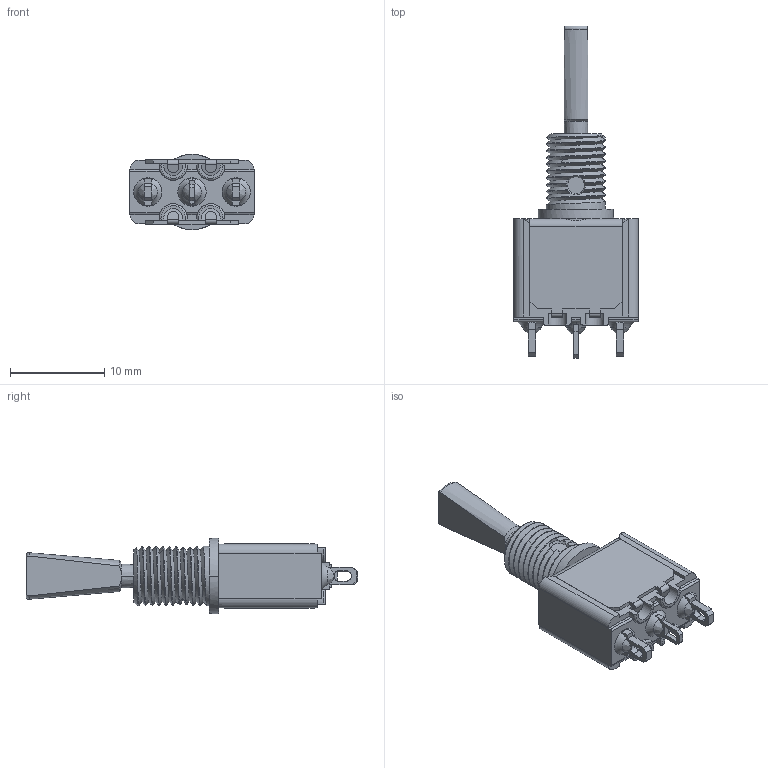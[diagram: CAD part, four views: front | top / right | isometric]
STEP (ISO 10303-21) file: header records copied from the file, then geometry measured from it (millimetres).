
FILE_DESCRIPTION((''),'2;1');
FILE_NAME('5637_9','2012-04-20T',('francis'),(''),'PRO/ENGINEER BY PARAMETRIC TECHNOLOGY CORPORATION, 2011250','PRO/ENGINEER BY PARAMETRIC TECHNOLOGY CORPORATION, 2011250','');
FILE_SCHEMA(('CONFIG_CONTROL_DESIGN'));
Length unit declared in the file: millimetre
Products named in the file (1): 5637_9
Bounding box: 13.2 x 35.29 x 8 mm (x, y, z)
Volume: 870.9 mm3; surface area: 2231.9 mm2
Topology: 2 solids, 2 shells, 510 faces, 1468 edges, 921 vertices
Faces by surface type: plane 308, cylinder 119, bspline 42, cone 23, torus 16, sphere 2
Entity records: 23064 total; most frequent: CARTESIAN_POINT 10154, ORIENTED_EDGE 2932, DIRECTION 2378, EDGE_CURVE 1466, VERTEX_POINT 921, VECTOR 884, LINE 884, AXIS2_PLACEMENT_3D 747
